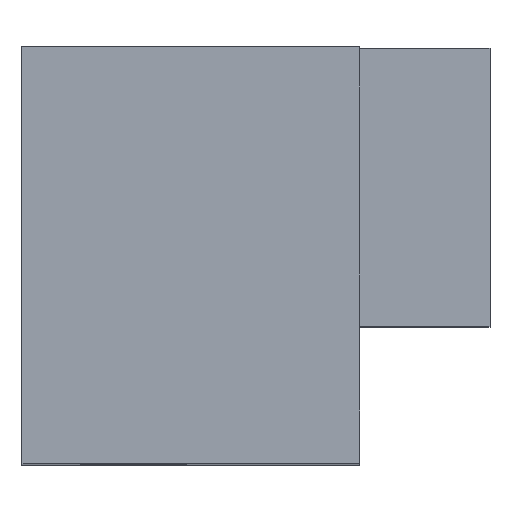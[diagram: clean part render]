
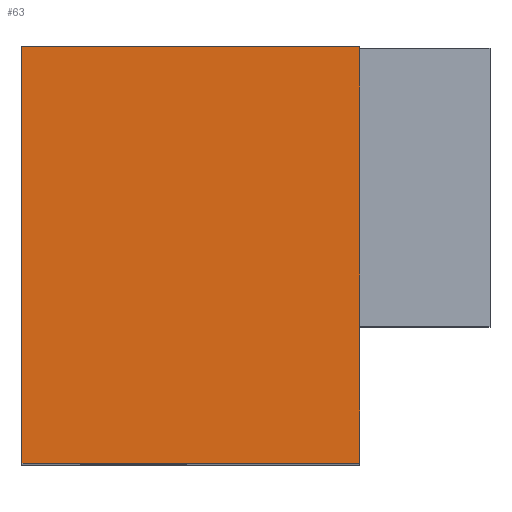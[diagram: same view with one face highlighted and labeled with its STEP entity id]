
A CAD part, top view. The second image highlights one B-rep face of the part: STEP entity #63.
In plain terms, the highlighted planar face has unit normal (0, 0, 1).
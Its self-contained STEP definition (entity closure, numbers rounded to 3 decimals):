
#63=ADVANCED_FACE('',(#111),#112,.T.);
#111=FACE_OUTER_BOUND('',#171,.T.);
#112=PLANE('',#172);
#171=EDGE_LOOP('',(#340,#341,#342,#343,#344,#345));
#172=AXIS2_PLACEMENT_3D('',#346,#347,#348);
#340=ORIENTED_EDGE('',*,*,#456,.T.);
#341=ORIENTED_EDGE('',*,*,#445,.T.);
#342=ORIENTED_EDGE('',*,*,#463,.F.);
#343=ORIENTED_EDGE('',*,*,#472,.F.);
#344=ORIENTED_EDGE('',*,*,#475,.F.);
#345=ORIENTED_EDGE('',*,*,#490,.F.);
#346=CARTESIAN_POINT('',(1.115,1.375,7.08));
#347=DIRECTION('',(0.,0.,1.0));
#348=DIRECTION('',(1.0,0.,0.0));
#445=EDGE_CURVE('',#532,#530,#533,.T.);
#456=EDGE_CURVE('',#552,#532,#553,.T.);
#463=EDGE_CURVE('',#562,#530,#564,.T.);
#472=EDGE_CURVE('',#577,#562,#579,.T.);
#475=EDGE_CURVE('',#582,#577,#584,.T.);
#490=EDGE_CURVE('',#552,#582,#605,.T.);
#530=VERTEX_POINT('',#666);
#532=VERTEX_POINT('',#669);
#533=LINE('',#670,#671);
#552=VERTEX_POINT('',#700);
#553=LINE('',#701,#702);
#562=VERTEX_POINT('',#716);
#564=LINE('',#719,#720);
#577=VERTEX_POINT('',#740);
#579=LINE('',#743,#744);
#582=VERTEX_POINT('',#748);
#584=LINE('',#751,#752);
#605=LINE('',#787,#788);
#666=CARTESIAN_POINT('',(2.23,0.0,7.08));
#669=CARTESIAN_POINT('',(0.0,0.0,7.08));
#670=CARTESIAN_POINT('',(0.0,0.0,7.08));
#671=VECTOR('',#851,1.0);
#700=CARTESIAN_POINT('',(0.0,2.75,7.08));
#701=CARTESIAN_POINT('',(0.0,2.75,7.08));
#702=VECTOR('',#862,1.0);
#716=CARTESIAN_POINT('',(2.23,0.91,7.08));
#719=CARTESIAN_POINT('',(2.23,2.75,7.08));
#720=VECTOR('',#869,1.0);
#740=CARTESIAN_POINT('',(2.23,1.41,7.08));
#743=CARTESIAN_POINT('',(2.23,2.75,7.08));
#744=VECTOR('',#878,1.0);
#748=CARTESIAN_POINT('',(2.23,2.75,7.08));
#751=CARTESIAN_POINT('',(2.23,2.75,7.08));
#752=VECTOR('',#881,1.0);
#787=CARTESIAN_POINT('',(0.0,2.75,7.08));
#788=VECTOR('',#896,1.0);
#851=DIRECTION('',(1.0,0.0,0.0));
#862=DIRECTION('',(0.0,-1.0,0.0));
#869=DIRECTION('',(0.0,-1.0,0.0));
#878=DIRECTION('',(0.0,-1.0,0.0));
#881=DIRECTION('',(0.0,-1.0,0.0));
#896=DIRECTION('',(1.0,0.0,0.0));
